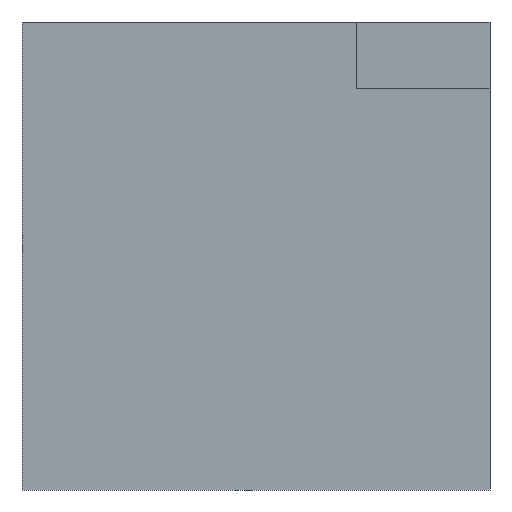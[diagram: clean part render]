
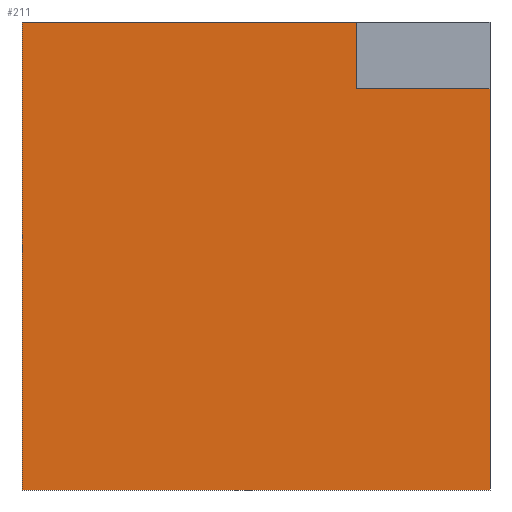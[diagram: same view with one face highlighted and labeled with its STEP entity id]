
A CAD part, left-side view. The second image highlights one B-rep face of the part: STEP entity #211.
In plain terms, the highlighted planar face has unit normal (-1, 0, 0).
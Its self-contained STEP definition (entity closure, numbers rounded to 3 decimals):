
#1=DIRECTION('',(0.,-1.,0.));
#2=VECTOR('',#1,35.);
#3=CARTESIAN_POINT('',(-17.5,17.5,20.));
#4=LINE('',#3,#2);
#17=DIRECTION('',(0.,1.,0.));
#18=VECTOR('',#17,10.);
#19=CARTESIAN_POINT('',(-17.5,-17.5,50.));
#20=LINE('',#19,#18);
#21=DIRECTION('',(0.,0.,1.));
#22=VECTOR('',#21,35.);
#23=CARTESIAN_POINT('',(-17.5,17.5,20.));
#24=LINE('',#23,#22);
#25=DIRECTION('',(0.,0.,-1.));
#26=VECTOR('',#25,5.);
#27=CARTESIAN_POINT('',(-17.5,-7.5,55.));
#28=LINE('',#27,#26);
#49=DIRECTION('',(0.,-1.,0.));
#50=VECTOR('',#49,25.);
#51=CARTESIAN_POINT('',(-17.5,17.5,55.));
#52=LINE('',#51,#50);
#89=DIRECTION('',(0.,0.,1.));
#90=VECTOR('',#89,30.);
#91=CARTESIAN_POINT('',(-17.5,-17.5,20.));
#92=LINE('',#91,#90);
#133=CARTESIAN_POINT('',(-17.5,17.5,20.));
#134=CARTESIAN_POINT('',(-17.5,-17.5,20.));
#135=VERTEX_POINT('',#133);
#136=VERTEX_POINT('',#134);
#145=CARTESIAN_POINT('',(-17.5,17.5,55.));
#146=VERTEX_POINT('',#145);
#151=CARTESIAN_POINT('',(-17.5,-7.5,55.));
#152=VERTEX_POINT('',#151);
#153=CARTESIAN_POINT('',(-17.5,-17.5,50.));
#154=CARTESIAN_POINT('',(-17.5,-7.5,50.));
#155=VERTEX_POINT('',#153);
#156=VERTEX_POINT('',#154);
#193=CARTESIAN_POINT('',(-17.5,17.5,20.));
#194=DIRECTION('',(-1.,0.,0.));
#195=DIRECTION('',(0.,-1.,0.));
#196=AXIS2_PLACEMENT_3D('',#193,#194,#195);
#197=PLANE('',#196);
#199=ORIENTED_EDGE('',*,*,#198,.F.);
#201=ORIENTED_EDGE('',*,*,#200,.F.);
#202=ORIENTED_EDGE('',*,*,#182,.F.);
#204=ORIENTED_EDGE('',*,*,#203,.T.);
#206=ORIENTED_EDGE('',*,*,#205,.T.);
#208=ORIENTED_EDGE('',*,*,#207,.T.);
#209=EDGE_LOOP('',(#199,#201,#202,#204,#206,#208));
#210=FACE_OUTER_BOUND('',#209,.F.);
#211=ADVANCED_FACE('',(#210),#197,.T.);
#182=EDGE_CURVE('',#135,#136,#4,.T.);
#198=EDGE_CURVE('',#155,#156,#20,.T.);
#200=EDGE_CURVE('',#136,#155,#92,.T.);
#203=EDGE_CURVE('',#135,#146,#24,.T.);
#205=EDGE_CURVE('',#146,#152,#52,.T.);
#207=EDGE_CURVE('',#152,#156,#28,.T.);
